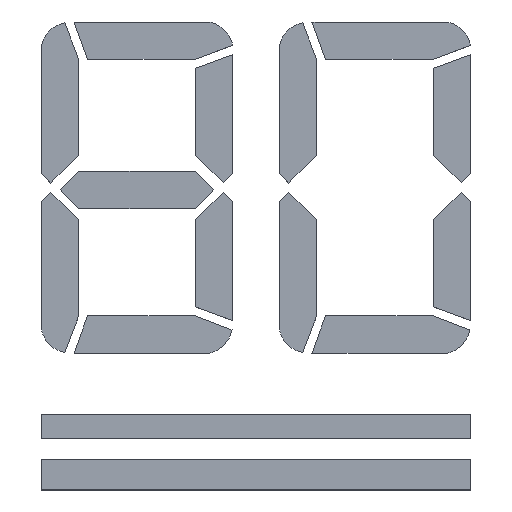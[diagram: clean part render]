
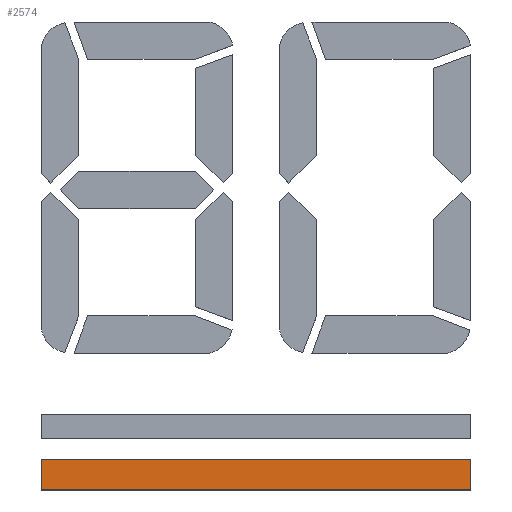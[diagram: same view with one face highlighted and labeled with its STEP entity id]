
A CAD part, top view. The second image highlights one B-rep face of the part: STEP entity #2574.
In plain terms, the highlighted face is planar.
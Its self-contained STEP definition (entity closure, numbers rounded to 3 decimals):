
#32 = LINE ( 'NONE', #329, #850 ) ;
#37 = EDGE_CURVE ( 'NONE', #905, #2294, #1073, .T. ) ;
#65 = ORIENTED_EDGE ( 'NONE', *, *, #2716, .F. ) ;
#249 = CARTESIAN_POINT ( 'NONE',  ( 0.007, -34.2, -0.8 ) ) ;
#276 = VECTOR ( 'NONE', #2333, 1000. ) ;
#329 = CARTESIAN_POINT ( 'NONE',  ( 0.007, -34.2, -0.8 ) ) ;
#375 = DIRECTION ( 'NONE',  ( -1., 0., 0. ) ) ;
#400 = DIRECTION ( 'NONE',  ( 1., 0., 0. ) ) ;
#545 = DIRECTION ( 'NONE',  ( 0., 1., 0. ) ) ;
#599 = CARTESIAN_POINT ( 'NONE',  ( 0.007, -35.7, -0.8 ) ) ;
#661 = ORIENTED_EDGE ( 'NONE', *, *, #2653, .F. ) ;
#796 = ORIENTED_EDGE ( 'NONE', *, *, #37, .F. ) ;
#850 = VECTOR ( 'NONE', #2607, 1000. ) ;
#868 = LINE ( 'NONE', #2439, #1442 ) ;
#895 = VERTEX_POINT ( 'NONE', #249 ) ;
#905 = VERTEX_POINT ( 'NONE', #2919 ) ;
#1073 = LINE ( 'NONE', #3050, #1218 ) ;
#1079 = CARTESIAN_POINT ( 'NONE',  ( 0.007, -35.7, -0.8 ) ) ;
#1218 = VECTOR ( 'NONE', #545, 1000. ) ;
#1442 = VECTOR ( 'NONE', #375, 1000. ) ;
#1506 = PLANE ( 'NONE',  #1638 ) ;
#1548 = CARTESIAN_POINT ( 'NONE',  ( 21.036, -34.2, -0.8 ) ) ;
#1638 = AXIS2_PLACEMENT_3D ( 'NONE', #2176, #3169, #400 ) ;
#2086 = LINE ( 'NONE', #1079, #276 ) ;
#2176 = CARTESIAN_POINT ( 'NONE',  ( 0., 0., -0.8 ) ) ;
#2294 = VERTEX_POINT ( 'NONE', #1548 ) ;
#2333 = DIRECTION ( 'NONE',  ( 1., 0., 0. ) ) ;
#2334 = EDGE_LOOP ( 'NONE', ( #661, #2988, #796, #65 ) ) ;
#2439 = CARTESIAN_POINT ( 'NONE',  ( 21.036, -34.2, -0.8 ) ) ;
#2443 = VERTEX_POINT ( 'NONE', #599 ) ;
#2574 = ADVANCED_FACE ( 'NONE', ( #3001 ), #1506, .F. ) ;
#2607 = DIRECTION ( 'NONE',  ( 0., -1., 0. ) ) ;
#2653 = EDGE_CURVE ( 'NONE', #895, #2443, #32, .T. ) ;
#2716 = EDGE_CURVE ( 'NONE', #2443, #905, #2086, .T. ) ;
#2871 = EDGE_CURVE ( 'NONE', #2294, #895, #868, .T. ) ;
#2919 = CARTESIAN_POINT ( 'NONE',  ( 21.036, -35.7, -0.8 ) ) ;
#2988 = ORIENTED_EDGE ( 'NONE', *, *, #2871, .F. ) ;
#3001 = FACE_OUTER_BOUND ( 'NONE', #2334, .T. ) ;
#3050 = CARTESIAN_POINT ( 'NONE',  ( 21.036, -35.7, -0.8 ) ) ;
#3169 = DIRECTION ( 'NONE',  ( 0., 0., 1. ) ) ;
